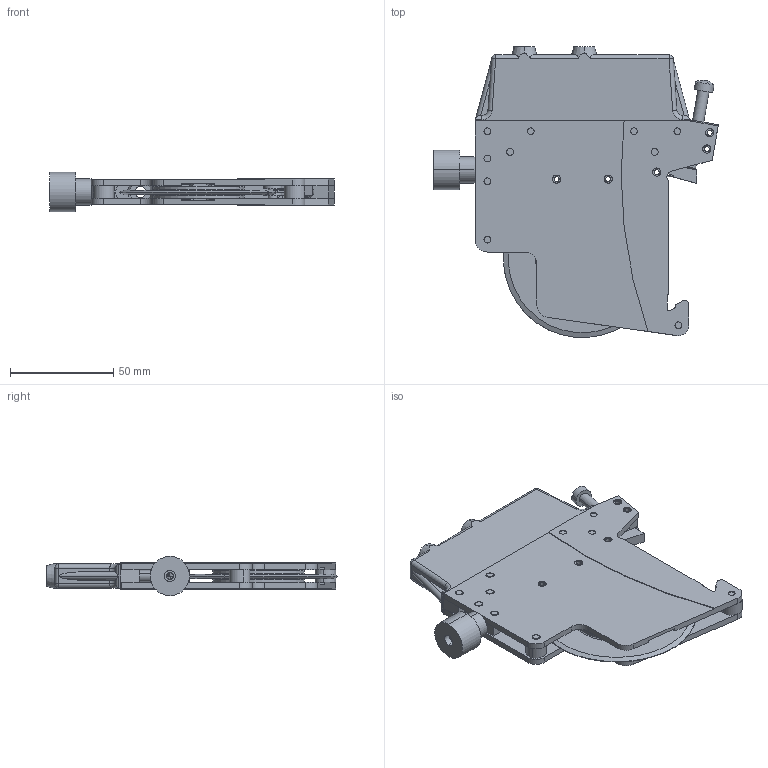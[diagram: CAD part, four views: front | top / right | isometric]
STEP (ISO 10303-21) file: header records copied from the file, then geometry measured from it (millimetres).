
FILE_DESCRIPTION (( 'STEP AP214' ), '1' );
FILE_NAME ('P2020-0001.STEP', '2022-06-22T19:21:50', ( '' ), ( '' ), 'SwSTEP 2.0', 'SolidWorks 2021', '' );
FILE_SCHEMA (( 'AUTOMOTIVE_DESIGN' ));
Length unit declared in the file: inch
Products named in the file (1): P2020-0001
Bounding box: 137.95 x 140.87 x 19.05 mm (x, y, z)
Surface area: 57812.9 mm2 (no closed solid volume)
Topology: 0 solids, 38 shells, 605 faces, 1822 edges, 1220 vertices
Faces by surface type: cylinder 338, plane 189, cone 60, torus 10, sphere 8
Entity records: 29699 total; most frequent: CARTESIAN_POINT 5352, DIRECTION 3571, ORIENTED_EDGE 3279, EDGE_CURVE 1798, AXIS2_PLACEMENT_3D 1405, VERTEX_POINT 1220, CIRCLE 799, LINE 761
